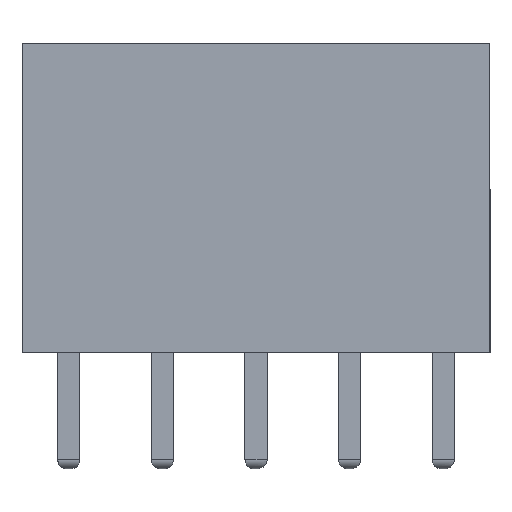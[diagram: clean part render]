
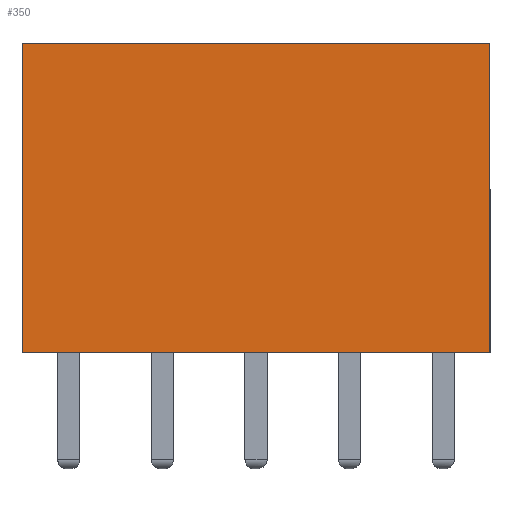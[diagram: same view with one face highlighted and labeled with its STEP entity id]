
A CAD part, left-side view. The second image highlights one B-rep face of the part: STEP entity #350.
In plain terms, the highlighted planar face has unit normal (-1, 0, 0).
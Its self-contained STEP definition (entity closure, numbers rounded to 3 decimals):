
#23 = EDGE_CURVE ( 'NONE', #639, #763, #1091, .T. ) ;
#105 = VECTOR ( 'NONE', #2182, 1000. ) ;
#190 = CARTESIAN_POINT ( 'NONE',  ( -1.25, 0., 0. ) ) ;
#225 = CARTESIAN_POINT ( 'NONE',  ( -1.25, 0., 0. ) ) ;
#350 = ADVANCED_FACE ( 'NONE', ( #2108 ), #670, .F. ) ;
#449 = VECTOR ( 'NONE', #1507, 1000. ) ;
#454 = DIRECTION ( 'NONE',  ( 0., 0., -1. ) ) ;
#639 = VERTEX_POINT ( 'NONE', #190 ) ;
#670 = PLANE ( 'NONE',  #2201 ) ;
#763 = VERTEX_POINT ( 'NONE', #1494 ) ;
#833 = EDGE_CURVE ( 'NONE', #1671, #895, #1684, .T. ) ;
#879 = ORIENTED_EDGE ( 'NONE', *, *, #833, .F. ) ;
#895 = VERTEX_POINT ( 'NONE', #2307 ) ;
#991 = ORIENTED_EDGE ( 'NONE', *, *, #23, .F. ) ;
#1065 = DIRECTION ( 'NONE',  ( 0., -1., 0. ) ) ;
#1078 = EDGE_CURVE ( 'NONE', #895, #639, #1964, .T. ) ;
#1091 = LINE ( 'NONE', #1760, #449 ) ;
#1494 = CARTESIAN_POINT ( 'NONE',  ( -1.25, 12.7, 0. ) ) ;
#1507 = DIRECTION ( 'NONE',  ( 0., 1., 0. ) ) ;
#1533 = CARTESIAN_POINT ( 'NONE',  ( -1.25, 0., 0. ) ) ;
#1671 = VERTEX_POINT ( 'NONE', #1983 ) ;
#1684 = LINE ( 'NONE', #2564, #2063 ) ;
#1688 = CARTESIAN_POINT ( 'NONE',  ( -1.25, 12.7, 0. ) ) ;
#1760 = CARTESIAN_POINT ( 'NONE',  ( -1.25, 0., 0. ) ) ;
#1789 = ORIENTED_EDGE ( 'NONE', *, *, #2554, .F. ) ;
#1964 = LINE ( 'NONE', #225, #105 ) ;
#1983 = CARTESIAN_POINT ( 'NONE',  ( -1.25, 12.7, 8.4 ) ) ;
#2063 = VECTOR ( 'NONE', #1065, 1000. ) ;
#2108 = FACE_OUTER_BOUND ( 'NONE', #2605, .T. ) ;
#2182 = DIRECTION ( 'NONE',  ( 0., 0., -1. ) ) ;
#2201 = AXIS2_PLACEMENT_3D ( 'NONE', #1533, #2406, #454 ) ;
#2307 = CARTESIAN_POINT ( 'NONE',  ( -1.25, 0., 8.4 ) ) ;
#2406 = DIRECTION ( 'NONE',  ( 1., 0., 0. ) ) ;
#2551 = DIRECTION ( 'NONE',  ( 0., 0., 1. ) ) ;
#2554 = EDGE_CURVE ( 'NONE', #763, #1671, #2723, .T. ) ;
#2564 = CARTESIAN_POINT ( 'NONE',  ( -1.25, 0., 8.4 ) ) ;
#2582 = ORIENTED_EDGE ( 'NONE', *, *, #1078, .F. ) ;
#2605 = EDGE_LOOP ( 'NONE', ( #1789, #991, #2582, #879 ) ) ;
#2723 = LINE ( 'NONE', #1688, #2792 ) ;
#2792 = VECTOR ( 'NONE', #2551, 1000. ) ;
